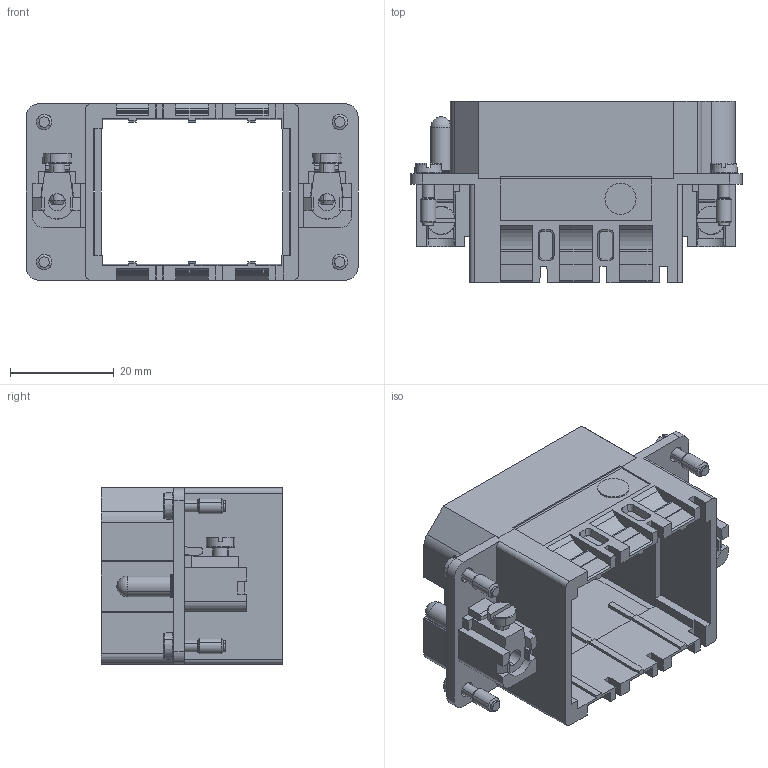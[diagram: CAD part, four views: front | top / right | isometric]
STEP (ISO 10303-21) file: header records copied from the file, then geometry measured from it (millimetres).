
FILE_DESCRIPTION(('CATIA V5 STEP Exchange','CAx-IF Rec.Pracs.--- Model Styling and Organization---1.2---2011-12-15'),'2;1');
FILE_NAME ('029422-3_1', '2018-10-03T10:56:03+00:00', ('none'), ('Weidmueller'), 'CATIA Version 5-6 Release 2014', 'CATIA V5 STEP AP214', 'none');
FILE_SCHEMA(('AUTOMOTIVE_DESIGN { 1 0 10303 214 1 1 1 1 }'));
Length unit declared in the file: millimetre
Products named in the file (1): 1983850000
Bounding box: 64 x 35 x 34 mm (x, y, z)
Volume: 16635.3 mm3; surface area: 24449.4 mm2
Topology: 18 solids, 18 shells, 873 faces, 2389 edges, 1567 vertices
Faces by surface type: plane 576, cylinder 200, cone 52, torus 43, sphere 2
Entity records: 25527 total; most frequent: CARTESIAN_POINT 4786, ORIENTED_EDGE 4770, DIRECTION 3424, EDGE_CURVE 2385, VECTOR 1759, LINE 1759, VERTEX_POINT 1567, AXIS2_PLACEMENT_3D 1116
